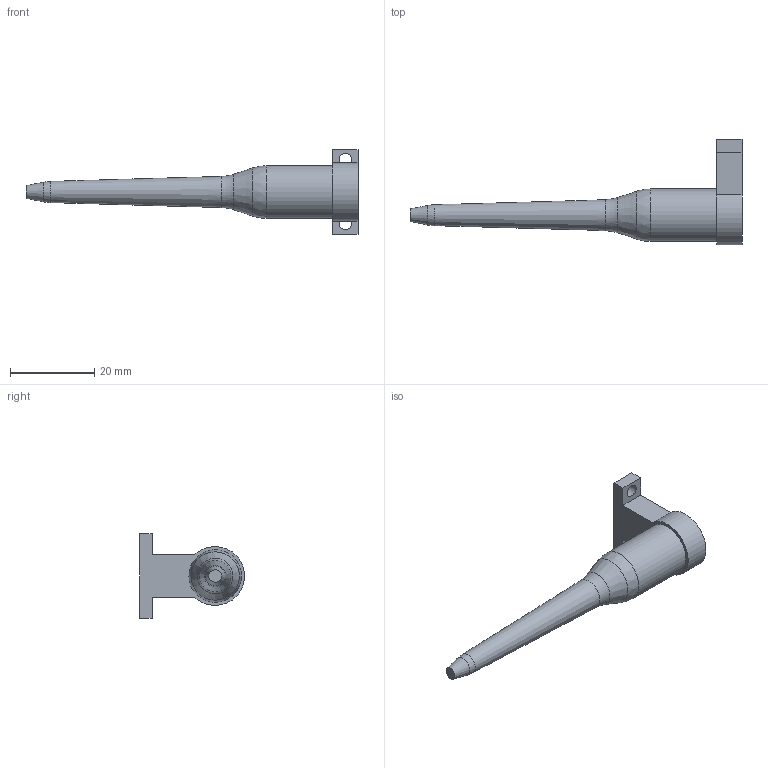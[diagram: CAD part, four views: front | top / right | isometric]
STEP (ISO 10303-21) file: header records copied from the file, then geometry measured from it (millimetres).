
FILE_DESCRIPTION(/* description */ (''),/* implementation_level */ '2;1');
FILE_NAME(/* name */ 'airspeed.step',/* time_stamp */ '2022-07-30T00:03:26+05:30',/* author */ (''),/* organization */ (''),/* preprocessor_version */ 'ST-DEVELOPER v19',/* originating_system */ 'Autodesk Translation Framework v11.7.0.108',/* authorisation */ '');
FILE_SCHEMA (('AUTOMOTIVE_DESIGN { 1 0 10303 214 3 1 1 }'));
Length unit declared in the file: millimetre
Products named in the file (1): airspeed
Bounding box: 79 x 24.97 x 20 mm (x, y, z)
Volume: 5906.9 mm3; surface area: 2890.1 mm2
Topology: 1 solids, 1 shells, 20 faces, 45 edges, 28 vertices
Faces by surface type: plane 10, cylinder 4, cone 3, bspline 2, torus 1
Full cylindrical faces by diameter (mm): 3 x2, 12.5 x1
Entity records: 643 total; most frequent: CARTESIAN_POINT 146, DIRECTION 100, ORIENTED_EDGE 90, EDGE_CURVE 45, AXIS2_PLACEMENT_3D 36, LINE 28, VECTOR 28, VERTEX_POINT 28
